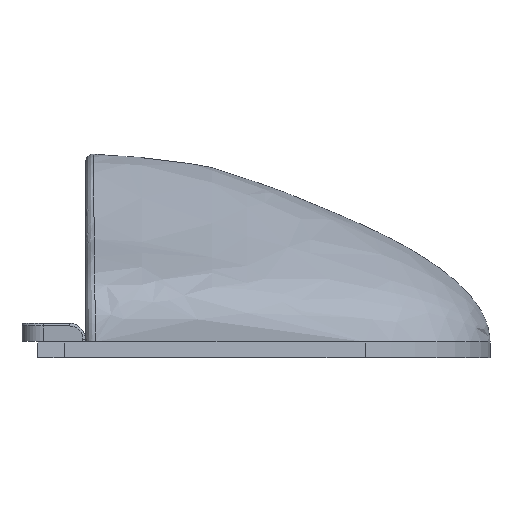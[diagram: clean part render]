
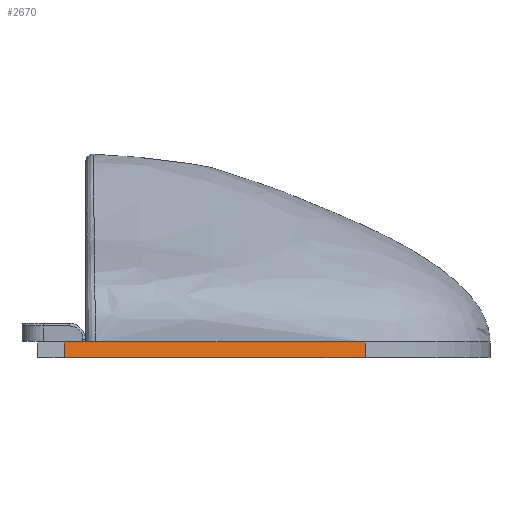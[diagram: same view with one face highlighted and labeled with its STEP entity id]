
A CAD part, left-side view. The second image highlights one B-rep face of the part: STEP entity #2670.
In plain terms, the highlighted planar face has unit normal (-0.954, -0.301, 0).
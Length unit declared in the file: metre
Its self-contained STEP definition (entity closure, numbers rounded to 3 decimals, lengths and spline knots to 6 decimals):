
#125=PLANE('',#2837);
#186=LINE('',#4189,#505);
#442=LINE('',#4875,#761);
#454=LINE('',#4926,#773);
#473=LINE('',#4961,#792);
#474=LINE('',#4963,#793);
#505=VECTOR('',#2895,1.);
#761=VECTOR('',#3335,1.);
#773=VECTOR('',#3375,1.);
#792=VECTOR('',#3418,1.);
#793=VECTOR('',#3421,1.);
#1464=ORIENTED_EDGE('',*,*,#1946,.F.);
#1465=ORIENTED_EDGE('',*,*,#1630,.T.);
#1466=ORIENTED_EDGE('',*,*,#1901,.T.);
#1467=ORIENTED_EDGE('',*,*,#1945,.T.);
#1468=ORIENTED_EDGE('',*,*,#1926,.T.);
#1630=EDGE_CURVE('',#2021,#2020,#186,.T.);
#1901=EDGE_CURVE('',#2020,#2202,#442,.T.);
#1926=EDGE_CURVE('',#2228,#2227,#454,.T.);
#1945=EDGE_CURVE('',#2202,#2228,#473,.T.);
#1946=EDGE_CURVE('',#2021,#2227,#474,.T.);
#2020=VERTEX_POINT('',#4188);
#2021=VERTEX_POINT('',#4190);
#2202=VERTEX_POINT('',#4874);
#2227=VERTEX_POINT('',#4925);
#2228=VERTEX_POINT('',#4927);
#2387=EDGE_LOOP('',(#1464,#1465,#1466,#1467,#1468));
#2533=FACE_BOUND('',#2387,.T.);
#2670=ADVANCED_FACE('',(#2533),#125,.F.);
#2837=AXIS2_PLACEMENT_3D('',#4962,#3419,#3420);
#2895=DIRECTION('',(-0.301,0.954,0.));
#3335=DIRECTION('',(-0.301,0.954,0.));
#3375=DIRECTION('',(0.301,-0.954,0.));
#3418=DIRECTION('',(0.,0.,-1.));
#3419=DIRECTION('',(0.954,0.301,0.));
#3420=DIRECTION('',(-0.301,0.954,0.));
#3421=DIRECTION('',(0.,0.,-1.));
#4188=CARTESIAN_POINT('',(-0.072546,-0.062285,0.));
#4189=CARTESIAN_POINT('',(-0.065495,-0.084601,0.));
#4190=CARTESIAN_POINT('',(-0.056562,-0.112868,0.));
#4874=CARTESIAN_POINT('',(-0.074427,-0.056334,0.));
#4875=CARTESIAN_POINT('',(-0.065495,-0.084601,0.));
#4925=CARTESIAN_POINT('',(-0.056562,-0.112868,-0.003));
#4926=CARTESIAN_POINT('',(-0.065495,-0.084601,-0.003));
#4927=CARTESIAN_POINT('',(-0.074427,-0.056334,-0.003));
#4961=CARTESIAN_POINT('',(-0.074427,-0.056334,0.000002));
#4962=CARTESIAN_POINT('',(-0.065495,-0.084601,0.000002));
#4963=CARTESIAN_POINT('',(-0.056562,-0.112868,0.000002));
